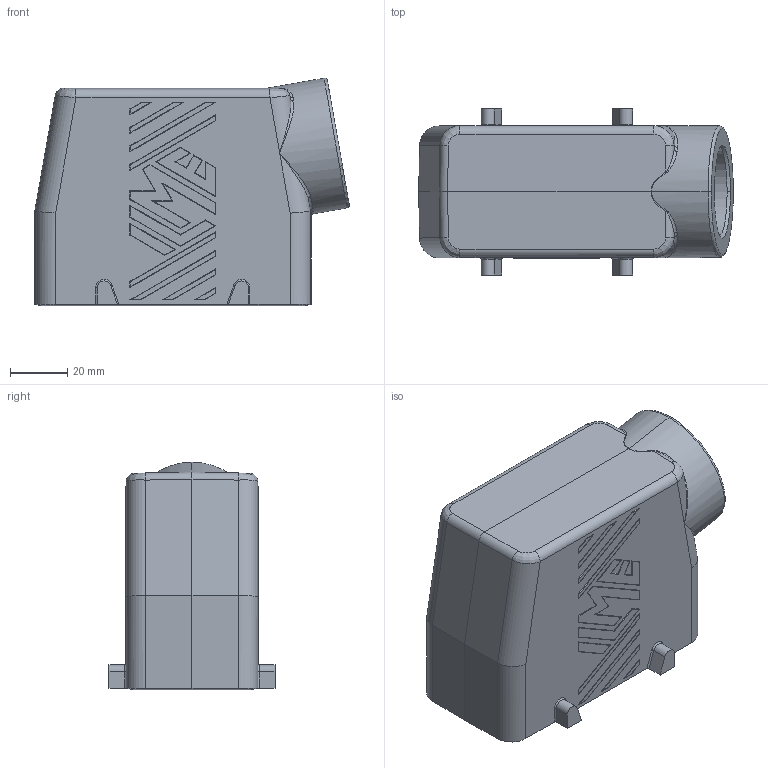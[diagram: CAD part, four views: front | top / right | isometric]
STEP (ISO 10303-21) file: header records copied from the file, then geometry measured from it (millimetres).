
FILE_DESCRIPTION(('Creo Elements/Direct Modeling STEP Export'),'2;1');
FILE_NAME('37jbk2e5h15kf6d2644','2022-02-02T11:17:57',(''),(''),'Creo Elements/Direct Modeling STEP processor for AP214 (Solid Model)','Creo Elements/Direct Modeling 20.1B 02-Apr-2019 (C) Parametric Technology GmbH','');
FILE_SCHEMA(('AUTOMOTIVE_DESIGN { 1 0 10303 214 1 1 1 1 }'));
Length unit declared in the file: millimetre
Products named in the file (2): TMAO_16-32
Assembly tree (1 placements, depth 2):
  TMAO_16-32
    TMAO_16-32
Bounding box: 109.84 x 58 x 79.49 mm (x, y, z)
Volume: 139994.3 mm3; surface area: 47795.7 mm2
Topology: 1 solids, 1 shells, 324 faces, 818 edges, 521 vertices
Faces by surface type: cylinder 175, plane 87, bspline 30, cone 26, torus 6
Entity records: 16675 total; most frequent: CARTESIAN_POINT 9122, ORIENTED_EDGE 1628, DIRECTION 1451, EDGE_CURVE 814, VERTEX_POINT 521, AXIS2_PLACEMENT_3D 498, VECTOR 455, LINE 455
